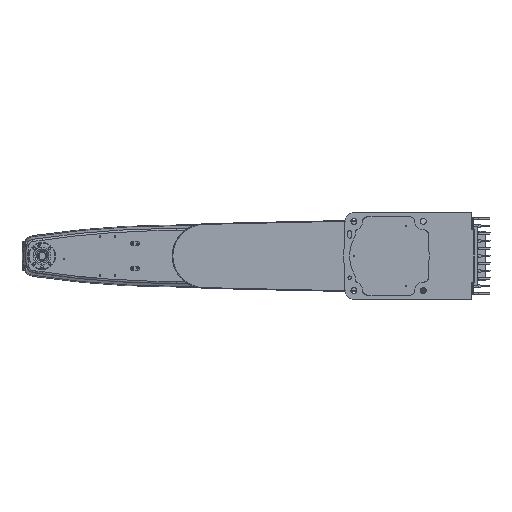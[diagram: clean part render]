
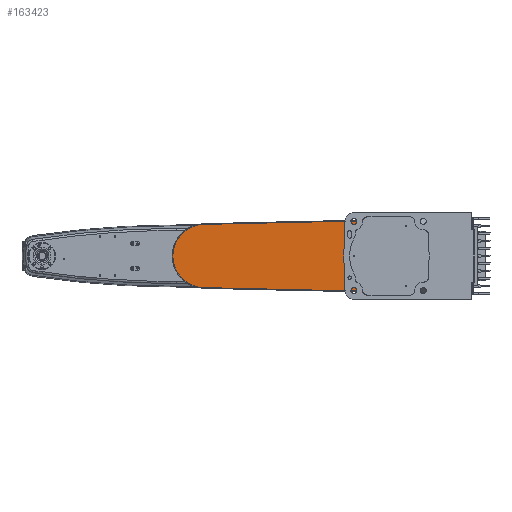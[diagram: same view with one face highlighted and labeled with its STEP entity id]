
A CAD part, front view. The second image highlights one B-rep face of the part: STEP entity #163423.
In plain terms, the highlighted face is planar.
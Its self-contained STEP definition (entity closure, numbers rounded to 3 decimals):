
#569 = FACE_OUTER_BOUND ( 'NONE', #83152, .T. ) ;
#13072 = AXIS2_PLACEMENT_3D ( 'NONE', #72209, #72217, #72219 ) ;
#13075 = AXIS2_PLACEMENT_3D ( 'NONE', #72246, #72250, #72252 ) ;
#13230 = AXIS2_PLACEMENT_3D ( 'NONE', #78539, #78563, #78564 ) ;
#13236 = AXIS2_PLACEMENT_3D ( 'NONE', #78617, #78632, #78633 ) ;
#55427 = CIRCLE ( 'NONE', #13072, 82.309 ) ;
#55453 = CIRCLE ( 'NONE', #13075, 82.309 ) ;
#56216 = LINE ( 'NONE', #78527, #56232 ) ;
#56232 = VECTOR ( 'NONE', #78540, 1000. ) ;
#56261 = CIRCLE ( 'NONE', #13230, 82.309 ) ;
#56280 = VECTOR ( 'NONE', #78615, 1000. ) ;
#56289 = LINE ( 'NONE', #78614, #56280 ) ;
#56334 = CIRCLE ( 'NONE', #13236, 72.911 ) ;
#58480 = EDGE_CURVE ( 'NONE', #76937, #76939, #55427, .T. ) ;
#58498 = EDGE_CURVE ( 'NONE', #76945, #76937, #55453, .T. ) ;
#69339 = EDGE_CURVE ( 'NONE', #77161, #77163, #56216, .T. ) ;
#69350 = EDGE_CURVE ( 'NONE', #76939, #77161, #56261, .T. ) ;
#69378 = EDGE_CURVE ( 'NONE', #76945, #77179, #56289, .T. ) ;
#69386 = EDGE_CURVE ( 'NONE', #77179, #77163, #56334, .T. ) ;
#72209 = CARTESIAN_POINT ( 'NONE',  ( 0., 10.008, 0. ) ) ;
#72217 = DIRECTION ( 'NONE',  ( 0., -1., 0. ) ) ;
#72219 = DIRECTION ( 'NONE',  ( 0., 0., 1. ) ) ;
#72246 = CARTESIAN_POINT ( 'NONE',  ( 0., 10.008, 0. ) ) ;
#72250 = DIRECTION ( 'NONE',  ( 0., -1., 0. ) ) ;
#72252 = DIRECTION ( 'NONE',  ( 0., 0., 1. ) ) ;
#75602 = ORIENTED_EDGE ( 'NONE', *, *, #58498, .F. ) ;
#75603 = ORIENTED_EDGE ( 'NONE', *, *, #69378, .T. ) ;
#75604 = ORIENTED_EDGE ( 'NONE', *, *, #69386, .T. ) ;
#75605 = ORIENTED_EDGE ( 'NONE', *, *, #69339, .F. ) ;
#75606 = ORIENTED_EDGE ( 'NONE', *, *, #69350, .F. ) ;
#75607 = ORIENTED_EDGE ( 'NONE', *, *, #58480, .F. ) ;
#76937 = VERTEX_POINT ( 'NONE', #96918 ) ;
#76939 = VERTEX_POINT ( 'NONE', #96919 ) ;
#76945 = VERTEX_POINT ( 'NONE', #96922 ) ;
#77161 = VERTEX_POINT ( 'NONE', #97029 ) ;
#77163 = VERTEX_POINT ( 'NONE', #97030 ) ;
#77179 = VERTEX_POINT ( 'NONE', #97038 ) ;
#78527 = CARTESIAN_POINT ( 'NONE',  ( -1.82, 10.008, 82.289 ) ) ;
#78539 = CARTESIAN_POINT ( 'NONE',  ( 0., 10.008, 0. ) ) ;
#78540 = DIRECTION ( 'NONE',  ( -1., 0., -0.022 ) ) ;
#78563 = DIRECTION ( 'NONE',  ( 0., -1., 0. ) ) ;
#78564 = DIRECTION ( 'NONE',  ( 0., 0., 1. ) ) ;
#78614 = CARTESIAN_POINT ( 'NONE',  ( -1.82, 10.008, -82.289 ) ) ;
#78615 = DIRECTION ( 'NONE',  ( -1., 0., 0.022 ) ) ;
#78617 = CARTESIAN_POINT ( 'NONE',  ( -424.993, 10.008, 0. ) ) ;
#78632 = DIRECTION ( 'NONE',  ( 0., 1., 0. ) ) ;
#78633 = DIRECTION ( 'NONE',  ( 0., 0., 1. ) ) ;
#83152 = EDGE_LOOP ( 'NONE', ( #75602, #75603, #75604, #75605, #75606, #75607 ) ) ;
#96918 = CARTESIAN_POINT ( 'NONE',  ( 0., 10.008, -82.309 ) ) ;
#96919 = CARTESIAN_POINT ( 'NONE',  ( 0., 10.008, 82.309 ) ) ;
#96922 = CARTESIAN_POINT ( 'NONE',  ( -1.82, 10.008, -82.289 ) ) ;
#97029 = CARTESIAN_POINT ( 'NONE',  ( -1.82, 10.008, 82.289 ) ) ;
#97030 = CARTESIAN_POINT ( 'NONE',  ( -426.605, 10.008, 72.894 ) ) ;
#97038 = CARTESIAN_POINT ( 'NONE',  ( -426.605, 10.008, -72.894 ) ) ;
#158567 = AXIS2_PLACEMENT_3D ( 'NONE', #164498, #164517, #164518 ) ;
#163423 = ADVANCED_FACE ( 'NONE', ( #569 ), #164500, .T. ) ;
#164498 = CARTESIAN_POINT ( 'NONE',  ( 0., 10.008, 0. ) ) ;
#164500 = PLANE ( 'NONE',  #158567 ) ;
#164517 = DIRECTION ( 'NONE',  ( 0., 1., 0. ) ) ;
#164518 = DIRECTION ( 'NONE',  ( 0., 0., 1. ) ) ;
